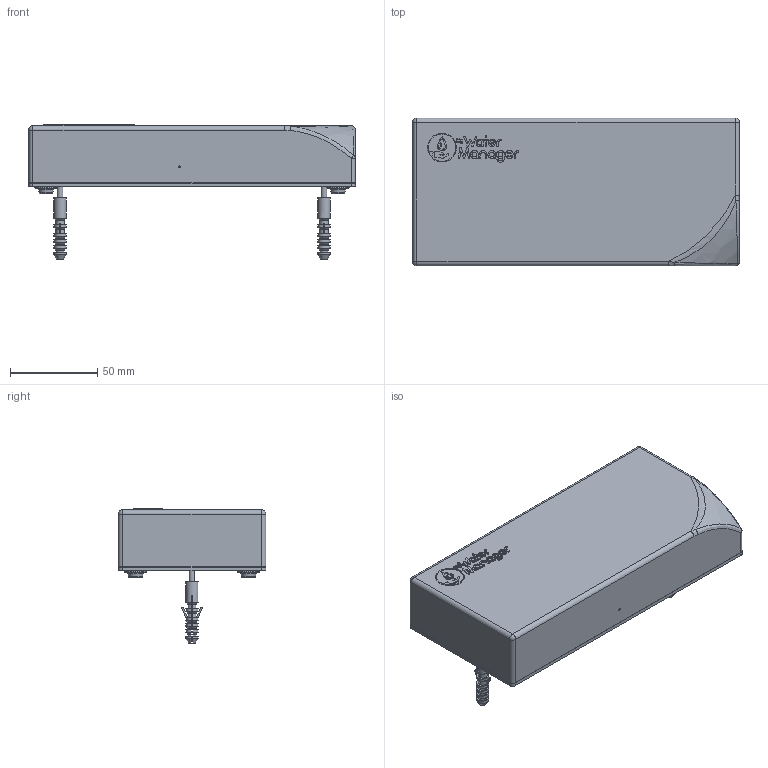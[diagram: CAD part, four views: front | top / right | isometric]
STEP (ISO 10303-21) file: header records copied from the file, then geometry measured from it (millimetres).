
FILE_DESCRIPTION(/* description */ (''),/* implementation_level */ '2;1');
FILE_NAME(/* name */ 'box.stp',/* time_stamp */ '2022-02-11T15:57:34+03:00',/* author */ (''),/* organization */ (''),/* preprocessor_version */ 'ST-DEVELOPER v16.7',/* originating_system */ 'SIEMENS PLM Software NX 12.0',/* authorisation */ '');
FILE_SCHEMA (('AUTOMOTIVE_DESIGN { 1 0 10303 214 3 1 1 1 }'));
Products named in the file (1): isma8B949B76554d
Bounding box: 187 x 84.5 x 76.7 mm (x, y, z)
Volume: 2213.5 mm3; surface area: 63788.4 mm2
Topology: 4 solids, 19 shells, 1361 faces, 3970 edges, 2647 vertices
Faces by surface type: plane 710, cylinder 403, extrusion 96, bspline 60, cone 51, torus 25, sphere 12, revolution 4
Full cylindrical faces by diameter (mm): 0.8 x1, 1 x1, 3.35 x26, 7 x2, 7.354 x2, 10.5 x4, 12.5 x4, 16.38 x1
Entity records: 56552 total; most frequent: CARTESIAN_POINT 22021, ORIENTED_EDGE 7072, DIRECTION 6652, EDGE_CURVE 3820, VECTOR 2600, VERTEX_POINT 2575, LINE 2504, AXIS2_PLACEMENT_3D 2024
